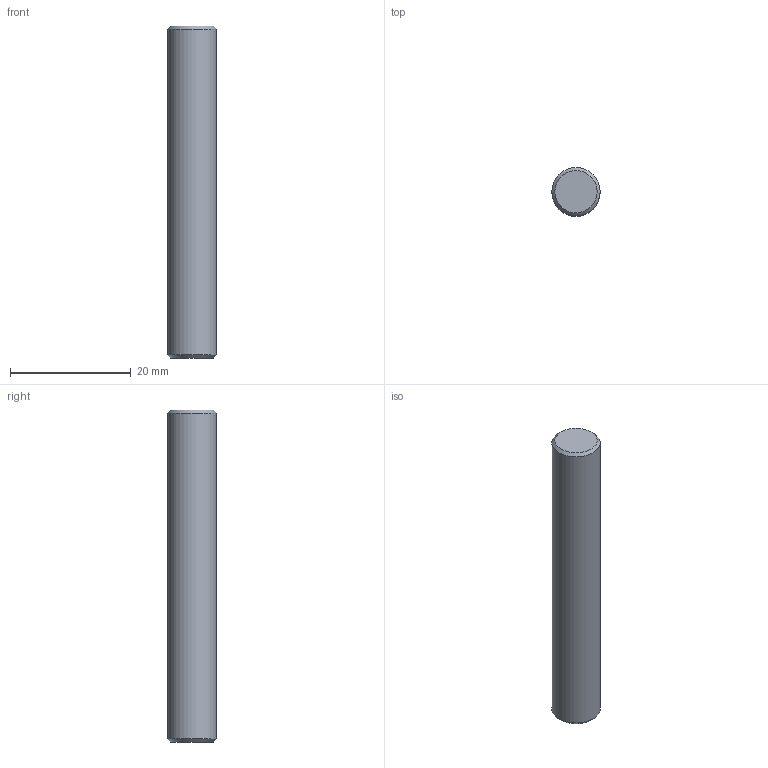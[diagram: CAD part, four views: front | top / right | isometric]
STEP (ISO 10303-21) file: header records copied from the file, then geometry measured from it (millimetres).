
FILE_DESCRIPTION(/* description */ ('PERNO D8 L=55 ZIGRINATO IN C45 ZINC.'),/* implementation_level */ '2;1');
FILE_NAME(/* name */ 'CCRAA0000007.stp',/* time_stamp */ '2018-11-06T12:32:56+01:00',/* author */ ('fzagni'),/* organization */ (''),/* preprocessor_version */ 'ST-DEVELOPER v16.1',/* originating_system */ 'Autodesk Inventor 2016',/* authorisation */ '');
FILE_SCHEMA (('AUTOMOTIVE_DESIGN { 1 0 10303 214 3 1 1 }'));
Length unit declared in the file: millimetre
Products named in the file (1): 15.165.01P
Bounding box: 8 x 8 x 55 mm (x, y, z)
Volume: 2758.5 mm3; surface area: 1467.5 mm2
Topology: 1 solids, 1 shells, 5 faces, 11 edges, 8 vertices
Faces by surface type: plane 2, bspline 2, cylinder 1
Full cylindrical faces by diameter (mm): 8 x1
Entity records: 400 total; most frequent: CARTESIAN_POINT 274, ORIENTED_EDGE 20, DIRECTION 18, EDGE_CURVE 10, VERTEX_POINT 8, AXIS2_PLACEMENT_3D 8, EDGE_LOOP 6, FACE_OUTER_BOUND 5
